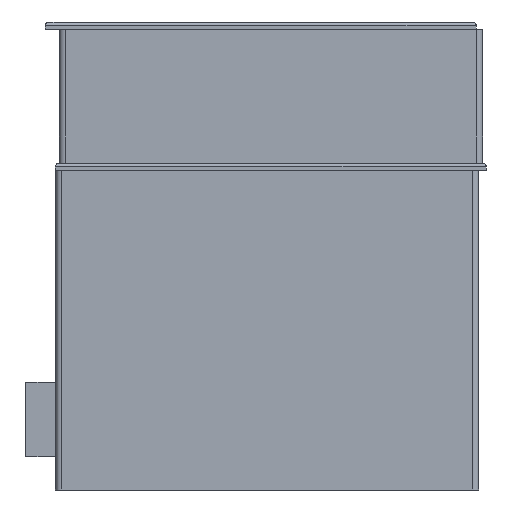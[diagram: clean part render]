
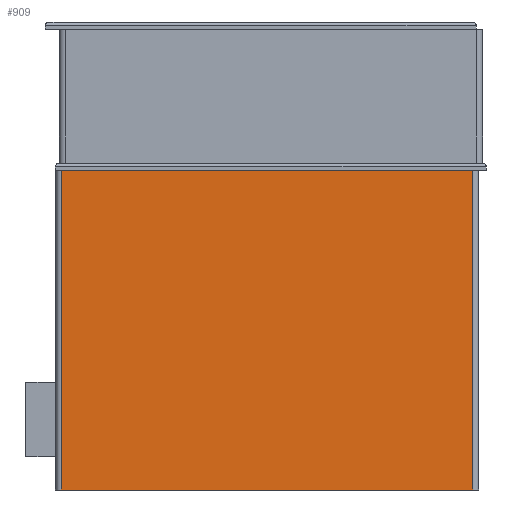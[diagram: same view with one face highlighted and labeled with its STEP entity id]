
A CAD part, front view. The second image highlights one B-rep face of the part: STEP entity #909.
In plain terms, the highlighted planar face has unit normal (0, -1, 0).
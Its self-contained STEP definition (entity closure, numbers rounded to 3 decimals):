
#642=CARTESIAN_POINT('Vertex',(8.,0.,430.)) ;
#645=CARTESIAN_POINT('Line Origine',(285.,0.,430.)) ;
#649=CARTESIAN_POINT('Vertex',(562.,0.,430.)) ;
#741=CARTESIAN_POINT('Vertex',(562.,0.,0.)) ;
#744=CARTESIAN_POINT('Line Origine',(285.,0.,0.)) ;
#748=CARTESIAN_POINT('Vertex',(8.,0.,0.)) ;
#869=CARTESIAN_POINT('Line Origine',(8.,0.,215.)) ;
#886=CARTESIAN_POINT('Line Origine',(562.,0.,215.)) ;
#898=CARTESIAN_POINT('Axis2P3D Location',(0.,0.,0.)) ;
#647=VECTOR('Line Direction',#646,1.) ;
#746=VECTOR('Line Direction',#745,1.) ;
#871=VECTOR('Line Direction',#870,1.) ;
#888=VECTOR('Line Direction',#887,1.) ;
#646=DIRECTION('Vector Direction',(1.,0.,0.)) ;
#745=DIRECTION('Vector Direction',(1.,0.,0.)) ;
#870=DIRECTION('Vector Direction',(0.,0.,1.)) ;
#887=DIRECTION('Vector Direction',(0.,0.,1.)) ;
#899=DIRECTION('Axis2P3D Direction',(0.,-1.,0.)) ;
#900=DIRECTION('Axis2P3D XDirection',(1.,0.,0.)) ;
#901=AXIS2_PLACEMENT_3D('Plane Axis2P3D',#898,#899,#900) ;
#648=LINE('Line',#645,#647) ;
#747=LINE('Line',#744,#746) ;
#872=LINE('Line',#869,#871) ;
#889=LINE('Line',#886,#888) ;
#902=PLANE('',#901) ;
#651=EDGE_CURVE('',#643,#650,#648,.T.) ;
#750=EDGE_CURVE('',#749,#742,#747,.T.) ;
#873=EDGE_CURVE('',#749,#643,#872,.T.) ;
#890=EDGE_CURVE('',#742,#650,#889,.T.) ;
#904=ORIENTED_EDGE('',*,*,#750,.T.) ;
#905=ORIENTED_EDGE('',*,*,#890,.T.) ;
#906=ORIENTED_EDGE('',*,*,#651,.F.) ;
#907=ORIENTED_EDGE('',*,*,#873,.F.) ;
#903=EDGE_LOOP('',(#904,#905,#906,#907)) ;
#643=VERTEX_POINT('',#642) ;
#650=VERTEX_POINT('',#649) ;
#742=VERTEX_POINT('',#741) ;
#749=VERTEX_POINT('',#748) ;
#909=ADVANCED_FACE('PartBody',(#908),#902,.T.) ;
#908=FACE_OUTER_BOUND('',#903,.T.) ;
